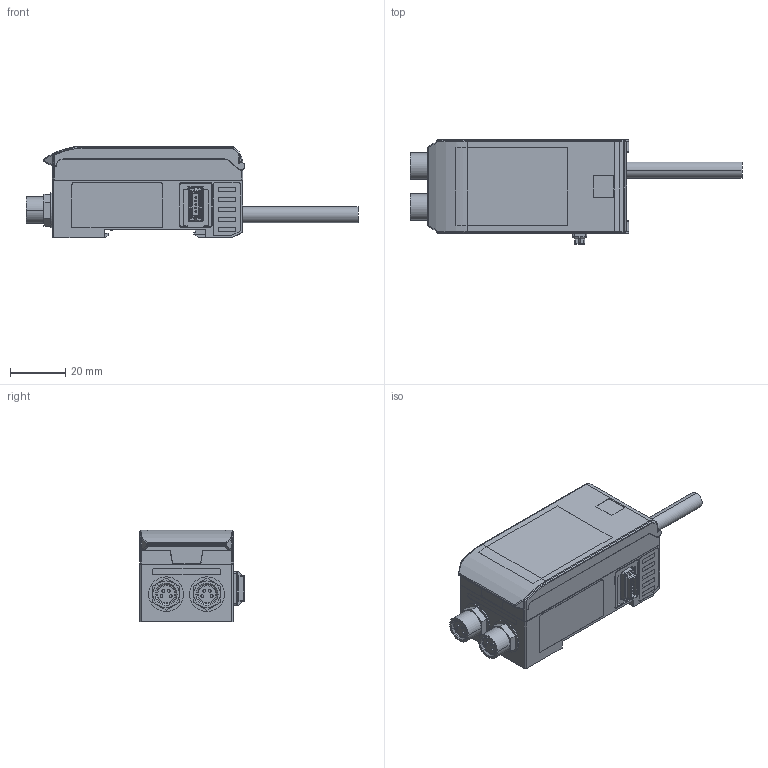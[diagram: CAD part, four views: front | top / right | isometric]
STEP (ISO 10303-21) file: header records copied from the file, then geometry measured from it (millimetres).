
FILE_DESCRIPTION(('Creo Elements/Direct Modeling STEP Export'),'2;1');
FILE_NAME('CDA_S.stp','2015-10-22T 9:35:44',(''),(''),'Creo Elements/Direct Modeling STEP processor for AP214 (Solid Model)','Creo Elements/Direct Modeling 18.1A 09-Jun-2012 (C) Parametric Technology GmbH','');
FILE_SCHEMA(('AUTOMOTIVE_DESIGN { 1 0 10303 214 1 1 1 1 }'));
Length unit declared in the file: millimetre
Products named in the file (2): Slave
Assembly tree (1 placements, depth 2):
  Slave
    Slave
Bounding box: 120.15 x 37.95 x 33.2 mm (x, y, z)
Volume: 71279.8 mm3; surface area: 20829.4 mm2
Topology: 1 solids, 1 shells, 1169 faces, 3054 edges, 1980 vertices
Faces by surface type: plane 661, cylinder 405, bspline 35, torus 32, extrusion 16, cone 12, sphere 8
Entity records: 42928 total; most frequent: CARTESIAN_POINT 11060, ORIENTED_EDGE 6092, DIRECTION 5646, EDGE_CURVE 3046, VECTOR 2014, LINE 1998, VERTEX_POINT 1980, AXIS2_PLACEMENT_3D 1816
